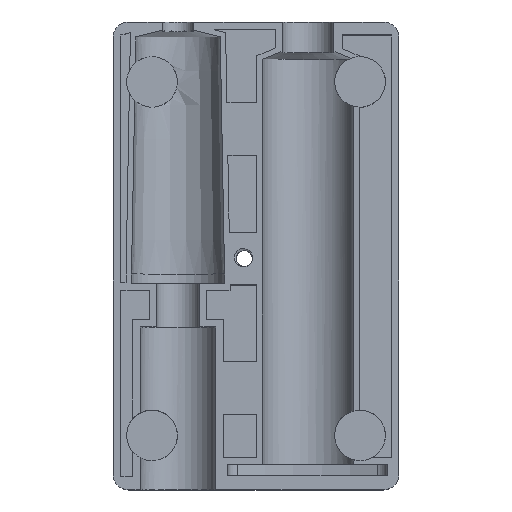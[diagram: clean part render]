
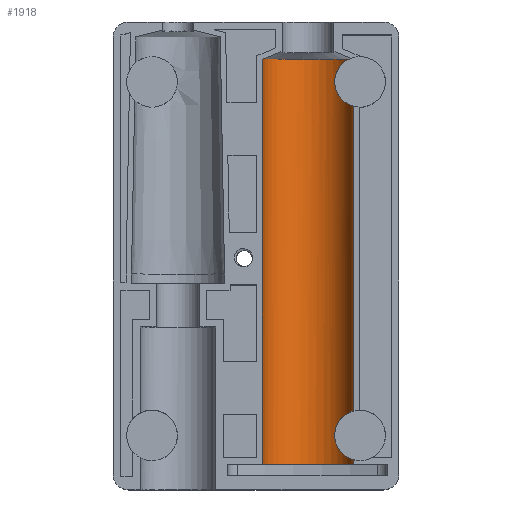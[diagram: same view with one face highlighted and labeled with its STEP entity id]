
A CAD part, top view. The second image highlights one B-rep face of the part: STEP entity #1918.
In plain terms, the highlighted cylindrical face has radius 8.8 mm (diameter 17.6 mm), a partial arc.
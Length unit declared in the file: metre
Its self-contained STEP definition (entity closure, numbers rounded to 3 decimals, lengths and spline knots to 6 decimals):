
#44=CYLINDRICAL_SURFACE('',#2083,0.0088);
#59=B_SPLINE_CURVE_WITH_KNOTS('',3,(#5641,#5642,#5643,#5644,#5645,#5646,
#5647,#5648,#5649,#5650,#5651),.UNSPECIFIED.,.F.,.F.,(4,1,1,1,1,1,1,1,4),
(0.,0.002674,0.005348,0.008022,0.010696,
0.01337,0.016044,0.018718,0.021392),
 .UNSPECIFIED.);
#60=B_SPLINE_CURVE_WITH_KNOTS('',3,(#5652,#5653,#5654,#5655,#5656,#5657,
#5658,#5659,#5660,#5661,#5662),.UNSPECIFIED.,.F.,.F.,(4,1,1,1,1,1,1,1,4),
(0.,0.002122,0.004243,0.006365,0.008486,
0.010608,0.012729,0.014851,0.016972),
 .UNSPECIFIED.);
#62=LINE('',#2624,#266);
#75=LINE('',#2656,#279);
#81=LINE('',#2668,#285);
#266=VECTOR('',#2106,1.);
#279=VECTOR('',#2129,1.);
#285=VECTOR('',#2135,1.);
#973=ORIENTED_EDGE('',*,*,#1285,.F.);
#974=ORIENTED_EDGE('',*,*,#1020,.F.);
#975=ORIENTED_EDGE('',*,*,#1286,.F.);
#976=ORIENTED_EDGE('',*,*,#1284,.F.);
#977=ORIENTED_EDGE('',*,*,#1040,.F.);
#978=ORIENTED_EDGE('',*,*,#1156,.T.);
#979=ORIENTED_EDGE('',*,*,#1034,.F.);
#1020=EDGE_CURVE('',#1294,#1292,#62,.T.);
#1034=EDGE_CURVE('',#1307,#1309,#75,.T.);
#1040=EDGE_CURVE('',#1314,#1315,#81,.F.);
#1156=EDGE_CURVE('',#1314,#1309,#1493,.T.);
#1284=EDGE_CURVE('',#1315,#1466,#1521,.T.);
#1285=EDGE_CURVE('',#1292,#1307,#59,.T.);
#1286=EDGE_CURVE('',#1466,#1294,#60,.T.);
#1292=VERTEX_POINT('',#2619);
#1294=VERTEX_POINT('',#2623);
#1307=VERTEX_POINT('',#2654);
#1309=VERTEX_POINT('',#2657);
#1314=VERTEX_POINT('',#2667);
#1315=VERTEX_POINT('',#2669);
#1466=VERTEX_POINT('',#5638);
#1493=CIRCLE('',#1978,0.0088);
#1521=CIRCLE('',#2082,0.0088);
#1626=EDGE_LOOP('',(#973,#974,#975,#976,#977,#978,#979));
#1740=FACE_BOUND('',#1626,.T.);
#1918=ADVANCED_FACE('',(#1740),#44,.F.);
#1978=AXIS2_PLACEMENT_3D('',#2916,#2284,#2285);
#2082=AXIS2_PLACEMENT_3D('',#5639,#2585,#2586);
#2083=AXIS2_PLACEMENT_3D('',#5640,#2587,#2588);
#2106=DIRECTION('',(0.,-1.,0.));
#2129=DIRECTION('',(0.,-1.,0.));
#2135=DIRECTION('',(0.,-1.,0.));
#2284=DIRECTION('',(0.,-1.,0.));
#2285=DIRECTION('',(1.,0.,0.));
#2585=DIRECTION('',(0.,-1.,0.));
#2586=DIRECTION('',(1.,0.,0.));
#2587=DIRECTION('',(0.,-1.,0.));
#2588=DIRECTION('',(1.,0.,0.));
#2619=CARTESIAN_POINT('',(0.0188,-0.029275,0.));
#2623=CARTESIAN_POINT('',(0.0188,0.029275,0.));
#2624=CARTESIAN_POINT('',(0.0188,0.00286,0.));
#2654=CARTESIAN_POINT('',(0.0188,-0.038725,0.));
#2656=CARTESIAN_POINT('',(0.0188,0.00286,0.));
#2657=CARTESIAN_POINT('',(0.0188,-0.03958,0.));
#2667=CARTESIAN_POINT('',(0.0012,-0.03958,0.));
#2668=CARTESIAN_POINT('',(0.0012,0.00286,0.));
#2669=CARTESIAN_POINT('',(0.0012,0.038302,0.));
#2916=CARTESIAN_POINT('',(0.01,-0.03958,0.));
#5638=CARTESIAN_POINT('',(0.017706,0.038302,-0.004249));
#5639=CARTESIAN_POINT('',(0.01,0.038302,0.));
#5640=CARTESIAN_POINT('',(0.01,0.00286,0.));
#5641=CARTESIAN_POINT('',(0.0188,-0.029275,0.));
#5642=CARTESIAN_POINT('',(0.0188,-0.029275,-0.000901));
#5643=CARTESIAN_POINT('',(0.018525,-0.029335,-0.002681));
#5644=CARTESIAN_POINT('',(0.017332,-0.029798,-0.005101));
#5645=CARTESIAN_POINT('',(0.015677,-0.031304,-0.0068));
#5646=CARTESIAN_POINT('',(0.014852,-0.033987,-0.007328));
#5647=CARTESIAN_POINT('',(0.015666,-0.036684,-0.006809));
#5648=CARTESIAN_POINT('',(0.017326,-0.0382,-0.005109));
#5649=CARTESIAN_POINT('',(0.018523,-0.038665,-0.002688));
#5650=CARTESIAN_POINT('',(0.0188,-0.038725,-0.000902));
#5651=CARTESIAN_POINT('',(0.0188,-0.038725,0.));
#5652=CARTESIAN_POINT('',(0.017706,0.038302,-0.004249));
#5653=CARTESIAN_POINT('',(0.017371,0.038123,-0.004856));
#5654=CARTESIAN_POINT('',(0.016575,0.037605,-0.005945));
#5655=CARTESIAN_POINT('',(0.015411,0.036045,-0.006966));
#5656=CARTESIAN_POINT('',(0.014962,0.033891,-0.007262));
#5657=CARTESIAN_POINT('',(0.015499,0.031776,-0.006903));
#5658=CARTESIAN_POINT('',(0.016705,0.030282,-0.005805));
#5659=CARTESIAN_POINT('',(0.017872,0.029573,-0.004119));
#5660=CARTESIAN_POINT('',(0.018628,0.029314,-0.002123));
#5661=CARTESIAN_POINT('',(0.0188,0.029275,-0.000714));
#5662=CARTESIAN_POINT('',(0.0188,0.029275,0.));
